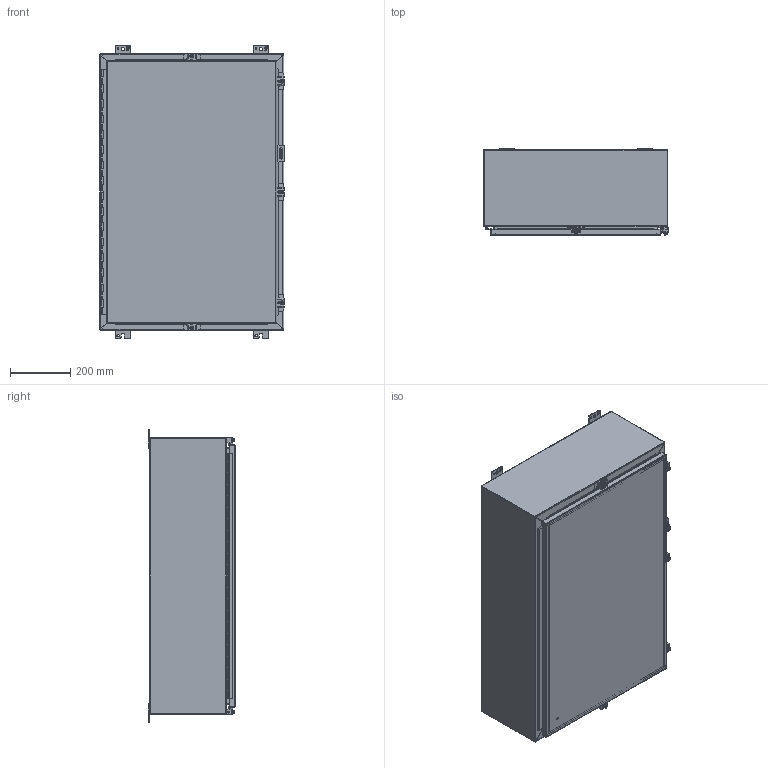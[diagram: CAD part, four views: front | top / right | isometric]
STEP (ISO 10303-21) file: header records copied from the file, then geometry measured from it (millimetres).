
FILE_DESCRIPTION (( 'STEP AP203' ), '1' );
FILE_NAME ('1418N4S16L10_Default.step', '2019-11-01T16:13:21', ( 'ADC123' ), ( 'Microsoft' ), 'SwSTEP 2.0', 'SolidWorks 2019', '' );
FILE_SCHEMA (( 'CONFIG_CONTROL_DESIGN' ));
Length unit declared in the file: inch
Products named in the file (1): 1418N4S16L10_Default
Bounding box: 611.2 x 288.93 x 971.55 mm (x, y, z)
Volume: 5239027.4 mm3; surface area: 5419079.7 mm2
Topology: 50 solids, 51 shells, 1665 faces, 4299 edges, 2781 vertices
Faces by surface type: plane 878, cylinder 633, bspline 146, cone 8
Entity records: 61762 total; most frequent: CARTESIAN_POINT 21210, ORIENTED_EDGE 8590, DIRECTION 8197, EDGE_CURVE 4295, VERTEX_POINT 2781, AXIS2_PLACEMENT_3D 2768, LINE 2661, VECTOR 2661
